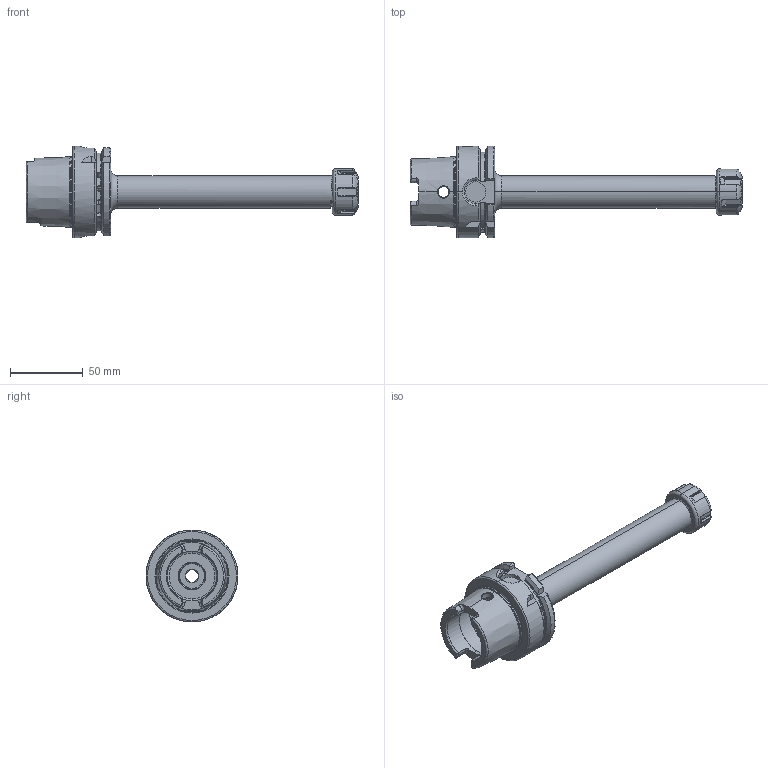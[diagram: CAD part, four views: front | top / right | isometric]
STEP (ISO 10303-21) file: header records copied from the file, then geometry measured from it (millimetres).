
FILE_DESCRIPTION (( 'STEP AP203' ), '1' );
FILE_NAME ('A63.02.10.3.STEP', '2016-11-26T03:10:12', ( '' ), ( '' ), 'SwSTEP 2.0', 'SolidWorks 2012', '' );
FILE_SCHEMA (( 'CONFIG_CONTROL_DESIGN' ));
Products named in the file (3): A63.02.10.3; 2-01.100.0160180C7_ER16螺帽(六溝)
Assembly tree (2 placements, depth 2):
  A63.02.10.3
    A63.02.10.3
    2-01.100.0160180C7_ER16螺帽(六溝)
Bounding box: 227.58 x 63 x 63 mm (x, y, z)
Volume: 137465.3 mm3; surface area: 45022.2 mm2
Topology: 2 solids, 2 shells, 467 faces, 1212 edges, 745 vertices
Faces by surface type: cylinder 185, plane 99, bspline 82, torus 59, cone 42
Entity records: 34322 total; most frequent: CARTESIAN_POINT 24181, ORIENTED_EDGE 2404, DIRECTION 1624, EDGE_CURVE 1202, VERTEX_POINT 745, AXIS2_PLACEMENT_3D 637, EDGE_LOOP 481, FACE_OUTER_BOUND 467
